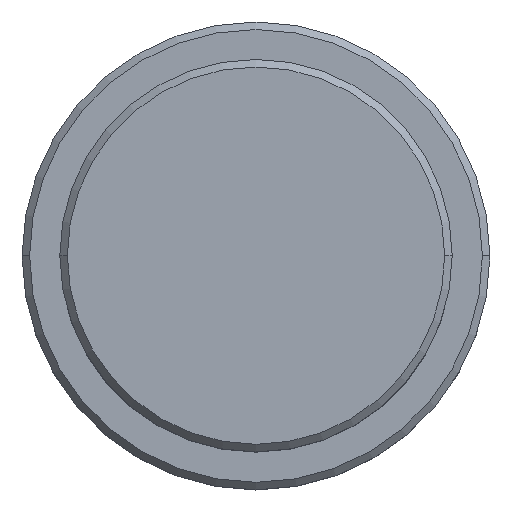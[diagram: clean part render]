
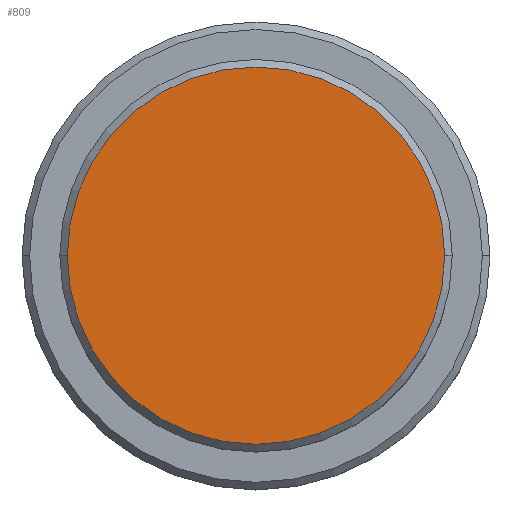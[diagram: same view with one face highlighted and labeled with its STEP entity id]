
A CAD part, top view. The second image highlights one B-rep face of the part: STEP entity #809.
In plain terms, the highlighted planar face has unit normal (0, 0, 1).
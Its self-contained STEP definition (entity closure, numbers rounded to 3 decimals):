
#56 = VERTEX_POINT ( 'NONE', #591 ) ;
#91 = DIRECTION ( 'NONE',  ( 1., 0., 0. ) ) ;
#163 = CARTESIAN_POINT ( 'NONE',  ( 12.5, 0., 0. ) ) ;
#223 = DIRECTION ( 'NONE',  ( 1., 0., 0. ) ) ;
#255 = VERTEX_POINT ( 'NONE', #163 ) ;
#346 = CARTESIAN_POINT ( 'NONE',  ( 0., 0., 0. ) ) ;
#351 = DIRECTION ( 'NONE',  ( 0., 0., 1. ) ) ;
#418 = CARTESIAN_POINT ( 'NONE',  ( 0., 0., 0. ) ) ;
#470 = CARTESIAN_POINT ( 'NONE',  ( 0., 0., 0. ) ) ;
#591 = CARTESIAN_POINT ( 'NONE',  ( -12.5, 0., 0. ) ) ;
#628 = DIRECTION ( 'NONE',  ( 0., 0., 1. ) ) ;
#640 = AXIS2_PLACEMENT_3D ( 'NONE', #346, #988, #773 ) ;
#668 = PLANE ( 'NONE',  #640 ) ;
#762 = CIRCLE ( 'NONE', #946, 12.5 ) ;
#773 = DIRECTION ( 'NONE',  ( 1., 0., 0. ) ) ;
#809 = ADVANCED_FACE ( 'NONE', ( #1116 ), #668, .T. ) ;
#938 = ORIENTED_EDGE ( 'NONE', *, *, #1392, .T. ) ;
#945 = AXIS2_PLACEMENT_3D ( 'NONE', #470, #351, #223 ) ;
#946 = AXIS2_PLACEMENT_3D ( 'NONE', #418, #628, #91 ) ;
#988 = DIRECTION ( 'NONE',  ( 0., 0., 1. ) ) ;
#990 = CIRCLE ( 'NONE', #945, 12.5 ) ;
#1116 = FACE_OUTER_BOUND ( 'NONE', #1331, .T. ) ;
#1197 = ORIENTED_EDGE ( 'NONE', *, *, #1208, .T. ) ;
#1208 = EDGE_CURVE ( 'NONE', #56, #255, #990, .T. ) ;
#1331 = EDGE_LOOP ( 'NONE', ( #1197, #938 ) ) ;
#1392 = EDGE_CURVE ( 'NONE', #255, #56, #762, .T. ) ;
